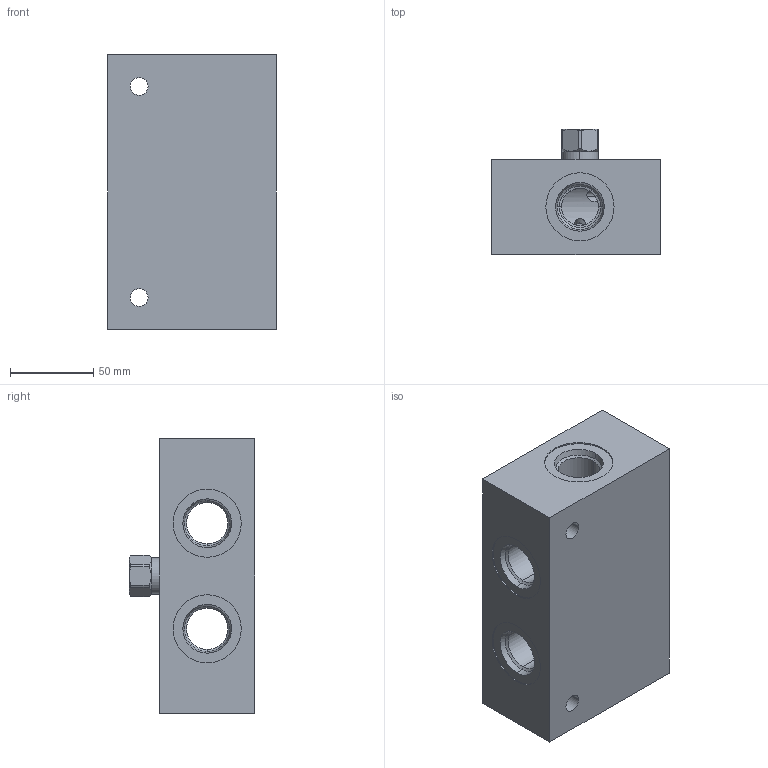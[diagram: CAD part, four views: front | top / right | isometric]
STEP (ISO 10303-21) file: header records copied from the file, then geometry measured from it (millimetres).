
FILE_DESCRIPTION((''),'2;1');
FILE_NAME('YKL_ASM','2021-02-18T',('ProEService'),(''),'PRO/ENGINEER BY PARAMETRIC TECHNOLOGY CORPORATION, 2014200','PRO/ENGINEER BY PARAMETRIC TECHNOLOGY CORPORATION, 2014200','');
FILE_SCHEMA(('CONFIG_CONTROL_DESIGN'));
Length unit declared in the file: inch
Products named in the file (3): 150-653-004; CSAAEXN; YKL_ASM
Assembly tree (2 placements, depth 2):
  YKL_ASM
    150-653-004
    CSAAEXN
Bounding box: 101.6 x 75.41 x 165.1 mm (x, y, z)
Volume: 739825.3 mm3; surface area: 100150 mm2
Topology: 3 solids, 5 shells, 313 faces, 952 edges, 767 vertices
Faces by surface type: cylinder 134, cone 93, plane 46, torus 34, revolution 6
Entity records: 11968 total; most frequent: CARTESIAN_POINT 3384, DIRECTION 1912, ORIENTED_EDGE 1408, AXIS2_PLACEMENT_3D 708, EDGE_CURVE 704, VECTOR 490, LINE 490, VERTEX_POINT 421
